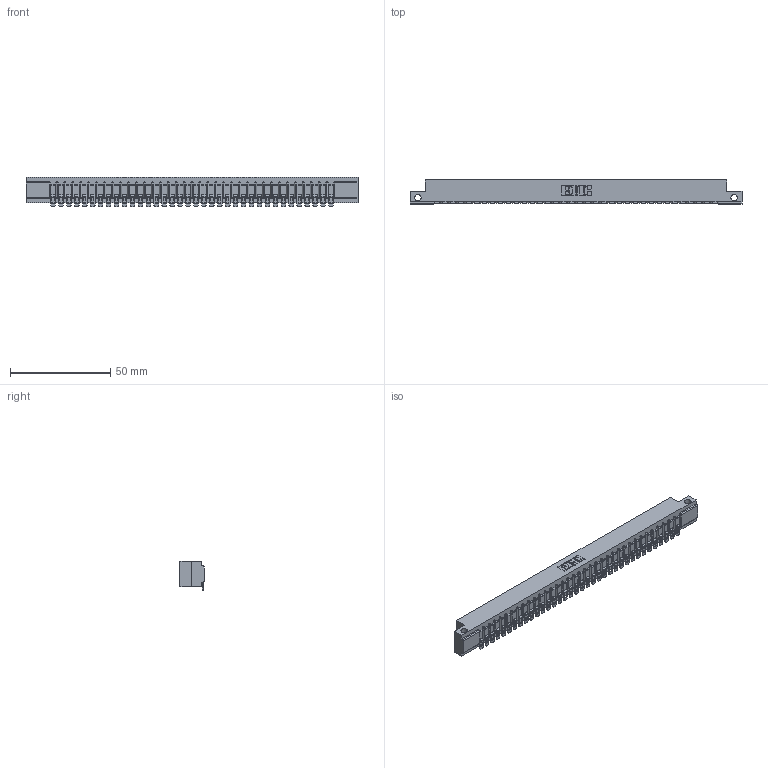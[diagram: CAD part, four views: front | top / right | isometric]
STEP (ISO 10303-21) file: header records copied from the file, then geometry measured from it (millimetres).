
FILE_DESCRIPTION (( 'STEP AP203' ), '1' );
FILE_NAME ('357-036-554-112.STEP', '2019-09-17T06:48:26', ( '' ), ( '' ), 'SwSTEP 2.0', 'SolidWorks 2016', '' );
FILE_SCHEMA (( 'CONFIG_CONTROL_DESIGN' ));
Length unit declared in the file: inch
Products named in the file (3): 307-290-002_554; 357-036-554-112; 307 Part_.128 Dia Side Mounting Holes
Assembly tree (37 placements, depth 2):
  357-036-554-112
    307 Part_.128 Dia Side Mounting Holes
    307-290-002_554  x36
Bounding box: 165.66 x 12.01 x 14.52 mm (x, y, z)
Volume: 17553.7 mm3; surface area: 22067.6 mm2
Topology: 37 solids, 37 shells, 3071 faces, 9431 edges, 6186 vertices
Faces by surface type: plane 1726, cylinder 1271, sphere 74
Entity records: 32569 total; most frequent: CARTESIAN_POINT 5494, ORIENTED_EDGE 5484, DIRECTION 5346, EDGE_CURVE 2742, LINE 2090, VECTOR 2090, VERTEX_POINT 1776, AXIS2_PLACEMENT_3D 1628
